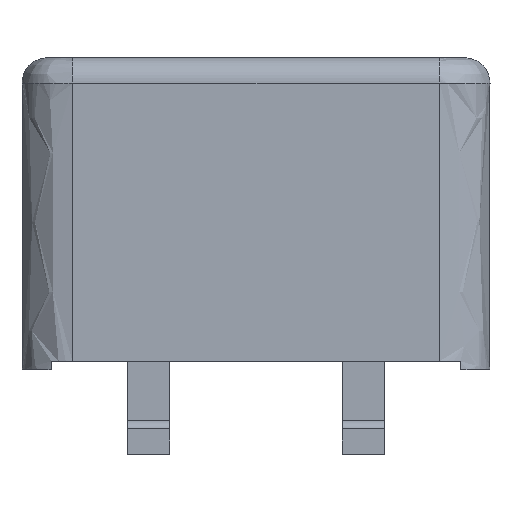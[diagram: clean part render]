
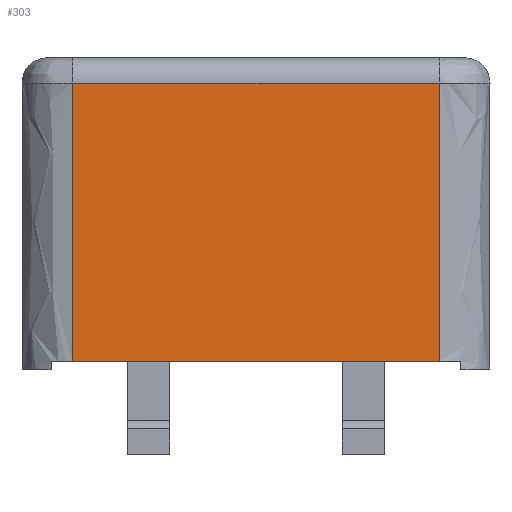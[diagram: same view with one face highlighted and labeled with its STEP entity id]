
A CAD part, left-side view. The second image highlights one B-rep face of the part: STEP entity #303.
In plain terms, the highlighted free-form (B-spline) face has degree [1, 1] with [2, 2] control points.
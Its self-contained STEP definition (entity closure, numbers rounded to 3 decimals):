
#97=CARTESIAN_POINT('',(-3.65,-2.175,-3.6));
#98=VERTEX_POINT('',#97);
#105=CARTESIAN_POINT('',(-3.65,2.175,-3.6));
#106=VERTEX_POINT('',#105);
#107=CARTESIAN_POINT('',(-3.65,-2.175,-3.6));
#108=CARTESIAN_POINT('',(-3.65,2.175,-3.6));
#109=B_SPLINE_CURVE_WITH_KNOTS('',1,(#107,#108),.POLYLINE_FORM.,.F.,.U.,(2,2),(0.333,0.667),.UNSPECIFIED.);
#110=EDGE_CURVE('',#98,#106,#109,.T.);
#276=CARTESIAN_POINT('',(-3.65,2.775,-3.7));
#277=CARTESIAN_POINT('',(-3.65,2.775,0.));
#278=CARTESIAN_POINT('',(-3.65,-2.775,-3.7));
#279=CARTESIAN_POINT('',(-3.65,-2.775,0.));
#280=B_SPLINE_SURFACE_WITH_KNOTS('',1,1,((#276,#277),(#278,#279)),.PLANE_SURF.,.F.,.F.,.U.,(2,2),(2,2),(0.,1.),(0.,1.),.UNSPECIFIED.);
#281=CARTESIAN_POINT('',(-3.65,2.175,-0.3));
#282=VERTEX_POINT('',#281);
#283=CARTESIAN_POINT('',(-3.65,-2.175,-0.3));
#284=VERTEX_POINT('',#283);
#285=CARTESIAN_POINT('',(-3.65,2.175,-0.3));
#286=CARTESIAN_POINT('',(-3.65,-2.175,-0.3));
#287=B_SPLINE_CURVE_WITH_KNOTS('',1,(#285,#286),.POLYLINE_FORM.,.F.,.U.,(2,2),(0.121,1.),.UNSPECIFIED.);
#288=EDGE_CURVE('',#282,#284,#287,.T.);
#289=ORIENTED_EDGE('',*,*,#288,.F.);
#290=CARTESIAN_POINT('',(-3.65,2.175,-3.6));
#291=CARTESIAN_POINT('',(-3.65,2.175,-0.3));
#292=B_SPLINE_CURVE_WITH_KNOTS('',1,(#290,#291),.POLYLINE_FORM.,.F.,.U.,(2,2),(0.027,0.919),.UNSPECIFIED.);
#293=EDGE_CURVE('',#106,#282,#292,.T.);
#294=ORIENTED_EDGE('',*,*,#293,.F.);
#295=ORIENTED_EDGE('',*,*,#110,.F.);
#296=CARTESIAN_POINT('',(-3.65,-2.175,-3.6));
#297=CARTESIAN_POINT('',(-3.65,-2.175,-0.3));
#298=B_SPLINE_CURVE_WITH_KNOTS('',1,(#296,#297),.POLYLINE_FORM.,.F.,.U.,(2,2),(0.027,0.919),.UNSPECIFIED.);
#299=EDGE_CURVE('',#98,#284,#298,.T.);
#300=ORIENTED_EDGE('',*,*,#299,.T.);
#301=EDGE_LOOP('',(#289,#294,#295,#300));
#302=FACE_OUTER_BOUND('',#301,.T.);
#303=ADVANCED_FACE('',(#302),#280,.T.);
